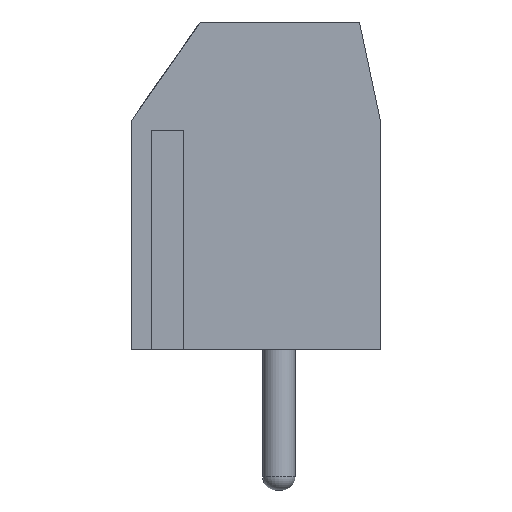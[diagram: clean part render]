
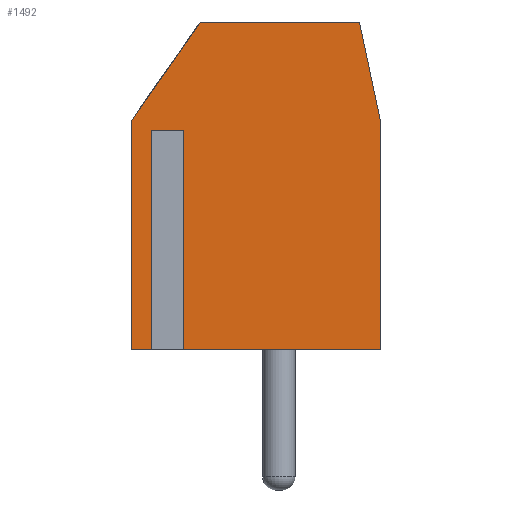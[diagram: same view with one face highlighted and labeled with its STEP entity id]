
A CAD part, left-side view. The second image highlights one B-rep face of the part: STEP entity #1492.
In plain terms, the highlighted planar face has unit normal (-1, 0, 0).
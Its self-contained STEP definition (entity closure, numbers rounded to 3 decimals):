
#1492=ADVANCED_FACE('',(#4437),#4439,.T.);
#4437=FACE_BOUND('',#4438,.T.);
#4438=EDGE_LOOP('',(#6865,#6866,#6867,#6868,#6869,#6870,#6871,#6872,#6873,#6874));
#4439=PLANE('',#4440);
#4440=AXIS2_PLACEMENT_3D('',#4441,#4442,#4443);
#4441=CARTESIAN_POINT('',(-2.5,0.,0.));
#4442=DIRECTION('',(-1.,0.,0.));
#4443=DIRECTION('',(0.,0.,-1.));
#6865=ORIENTED_EDGE('',*,*,#8410,.F.);
#6866=ORIENTED_EDGE('',*,*,#8411,.F.);
#6867=ORIENTED_EDGE('',*,*,#8412,.F.);
#6868=ORIENTED_EDGE('',*,*,#8413,.T.);
#6869=ORIENTED_EDGE('',*,*,#8414,.T.);
#6870=ORIENTED_EDGE('',*,*,#8415,.T.);
#6871=ORIENTED_EDGE('',*,*,#8249,.T.);
#6872=ORIENTED_EDGE('',*,*,#8397,.T.);
#6873=ORIENTED_EDGE('',*,*,#8416,.T.);
#6874=ORIENTED_EDGE('',*,*,#8417,.T.);
#8249=EDGE_CURVE('',#9066,#9064,#9067,.T.);
#8397=EDGE_CURVE('',#9064,#9318,#9320,.T.);
#8410=EDGE_CURVE('',#9345,#9346,#9347,.T.);
#8411=EDGE_CURVE('',#9348,#9345,#9349,.F.);
#8412=EDGE_CURVE('',#9350,#9348,#9351,.T.);
#8413=EDGE_CURVE('',#9350,#9352,#9353,.T.);
#8414=EDGE_CURVE('',#9352,#9354,#9355,.T.);
#8415=EDGE_CURVE('',#9354,#9066,#9356,.T.);
#8416=EDGE_CURVE('',#9318,#9357,#9358,.T.);
#8417=EDGE_CURVE('',#9357,#9346,#9359,.T.);
#9064=VERTEX_POINT('',#10444);
#9066=VERTEX_POINT('',#10448);
#9067=LINE('',#10449,#10450);
#9318=VERTEX_POINT('',#11006);
#9320=LINE('',#11010,#11011);
#9345=VERTEX_POINT('',#11109);
#9346=VERTEX_POINT('',#11110);
#9347=LINE('',#11111,#11112);
#9348=VERTEX_POINT('',#11114);
#9349=LINE('',#11115,#11116);
#9350=VERTEX_POINT('',#11118);
#9351=LINE('',#11119,#11120);
#9352=VERTEX_POINT('',#11122);
#9353=LINE('',#11123,#11124);
#9354=VERTEX_POINT('',#11126);
#9355=LINE('',#11127,#11128);
#9356=LINE('',#11130,#11131);
#9357=VERTEX_POINT('',#11133);
#9358=LINE('',#11134,#11135);
#9359=LINE('',#11137,#11138);
#10444=CARTESIAN_POINT('',(-2.5,2.399,10.));
#10448=CARTESIAN_POINT('',(-2.5,-2.462,10.));
#10449=CARTESIAN_POINT('',(-2.5,-2.462,10.));
#10450=VECTOR('',#10451,1.);
#10451=DIRECTION('',(0.,1.,0.));
#11006=CARTESIAN_POINT('',(-2.5,4.5,7.));
#11010=CARTESIAN_POINT('',(-2.5,2.399,10.));
#11011=VECTOR('',#11012,1.);
#11012=DIRECTION('',(0.,0.574,-0.819));
#11109=CARTESIAN_POINT('',(-2.5,3.739,6.7));
#11110=CARTESIAN_POINT('',(-2.5,3.739,0.));
#11111=CARTESIAN_POINT('',(-2.5,3.739,6.7));
#11112=VECTOR('',#11113,1.);
#11113=DIRECTION('',(0.,0.,-1.));
#11114=CARTESIAN_POINT('',(-2.5,3.061,6.7));
#11115=CARTESIAN_POINT('',(-2.5,3.739,6.7));
#11116=VECTOR('',#11117,1.);
#11117=DIRECTION('',(0.,-1.,0.));
#11118=CARTESIAN_POINT('',(-2.5,3.061,0.));
#11119=CARTESIAN_POINT('',(-2.5,3.061,0.));
#11120=VECTOR('',#11121,1.);
#11121=DIRECTION('',(0.,0.,1.));
#11122=CARTESIAN_POINT('',(-2.5,-3.1,0.));
#11123=CARTESIAN_POINT('',(-2.5,3.061,0.));
#11124=VECTOR('',#11125,1.);
#11125=DIRECTION('',(0.,-1.,0.));
#11126=CARTESIAN_POINT('',(-2.5,-3.1,7.));
#11127=CARTESIAN_POINT('',(-2.5,-3.1,0.));
#11128=VECTOR('',#11129,1.);
#11129=DIRECTION('',(0.,0.,1.));
#11130=CARTESIAN_POINT('',(-2.5,-3.1,7.));
#11131=VECTOR('',#11132,1.);
#11132=DIRECTION('',(0.,0.208,0.978));
#11133=CARTESIAN_POINT('',(-2.5,4.5,0.));
#11134=CARTESIAN_POINT('',(-2.5,4.5,7.));
#11135=VECTOR('',#11136,1.);
#11136=DIRECTION('',(0.,0.,-1.));
#11137=CARTESIAN_POINT('',(-2.5,4.5,0.));
#11138=VECTOR('',#11139,1.);
#11139=DIRECTION('',(0.,-1.,0.));
